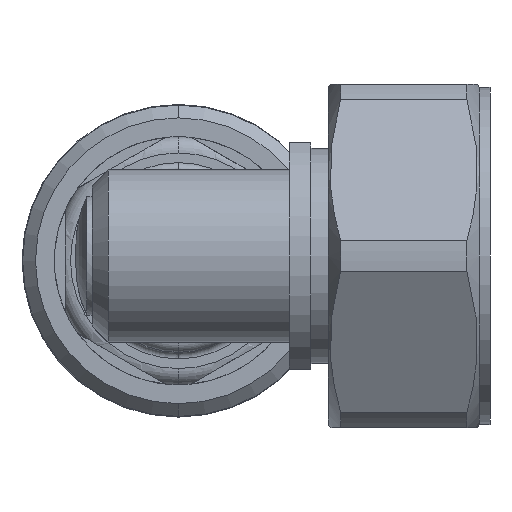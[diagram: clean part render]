
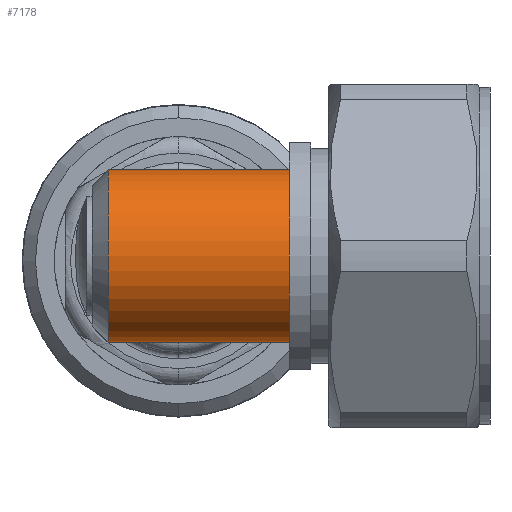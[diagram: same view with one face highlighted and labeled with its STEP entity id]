
A CAD part, left-side view. The second image highlights one B-rep face of the part: STEP entity #7178.
In plain terms, the highlighted cylindrical face has radius 8 mm (diameter 16 mm), a partial arc.
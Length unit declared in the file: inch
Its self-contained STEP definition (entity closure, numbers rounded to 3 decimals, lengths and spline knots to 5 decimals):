
#1314 = VERTEX_POINT ( 'NONE', #8913 ) ;
#1674 = EDGE_CURVE ( 'NONE', #1314, #3487, #9057, .T. ) ;
#1711 = ORIENTED_EDGE ( 'NONE', *, *, #2398, .T. ) ;
#1938 = DIRECTION ( 'NONE',  ( -1., 0., 0. ) ) ;
#2055 = CARTESIAN_POINT ( 'NONE',  ( 1.37795, 0., 0.31496 ) ) ;
#2332 = EDGE_CURVE ( 'NONE', #6682, #3487, #2394, .T. ) ;
#2394 = CIRCLE ( 'NONE', #3900, 0.31496 ) ;
#2398 = EDGE_CURVE ( 'NONE', #1314, #6731, #6354, .T. ) ;
#2611 = FACE_OUTER_BOUND ( 'NONE', #2933, .T. ) ;
#2933 = EDGE_LOOP ( 'NONE', ( #10219, #1711, #5809, #5162 ) ) ;
#3487 = VERTEX_POINT ( 'NONE', #3998 ) ;
#3587 = DIRECTION ( 'NONE',  ( 0., 0., -1. ) ) ;
#3900 = AXIS2_PLACEMENT_3D ( 'NONE', #5029, #5088, #4404 ) ;
#3998 = CARTESIAN_POINT ( 'NONE',  ( 0.71654, 0., -0.31496 ) ) ;
#4134 = CARTESIAN_POINT ( 'NONE',  ( 1.43701, 0., -0.31496 ) ) ;
#4404 = DIRECTION ( 'NONE',  ( 0., 0., -1. ) ) ;
#4721 = AXIS2_PLACEMENT_3D ( 'NONE', #6677, #9013, #3587 ) ;
#4878 = DIRECTION ( 'NONE',  ( -1., 0., 0. ) ) ;
#5029 = CARTESIAN_POINT ( 'NONE',  ( 0.71654, 0., 0. ) ) ;
#5088 = DIRECTION ( 'NONE',  ( 1., 0., 0. ) ) ;
#5103 = DIRECTION ( 'NONE',  ( 0., 0., 1. ) ) ;
#5162 = ORIENTED_EDGE ( 'NONE', *, *, #2332, .T. ) ;
#5651 = CARTESIAN_POINT ( 'NONE',  ( 1.43701, 0., 0.31496 ) ) ;
#5760 = CYLINDRICAL_SURFACE ( 'NONE', #9683, 0.31496 ) ;
#5809 = ORIENTED_EDGE ( 'NONE', *, *, #7513, .T. ) ;
#6354 = CIRCLE ( 'NONE', #4721, 0.31496 ) ;
#6663 = DIRECTION ( 'NONE',  ( -1., 0., 0. ) ) ;
#6677 = CARTESIAN_POINT ( 'NONE',  ( 1.37795, 0., 0. ) ) ;
#6682 = VERTEX_POINT ( 'NONE', #6817 ) ;
#6731 = VERTEX_POINT ( 'NONE', #2055 ) ;
#6817 = CARTESIAN_POINT ( 'NONE',  ( 0.71654, 0., 0.31496 ) ) ;
#7178 = ADVANCED_FACE ( 'NONE', ( #2611 ), #5760, .T. ) ;
#7513 = EDGE_CURVE ( 'NONE', #6731, #6682, #9606, .T. ) ;
#7522 = VECTOR ( 'NONE', #4878, 39.37008 ) ;
#8913 = CARTESIAN_POINT ( 'NONE',  ( 1.37795, 0., -0.31496 ) ) ;
#9013 = DIRECTION ( 'NONE',  ( -1., 0., 0. ) ) ;
#9057 = LINE ( 'NONE', #4134, #9382 ) ;
#9182 = CARTESIAN_POINT ( 'NONE',  ( 1.43701, 0., 0. ) ) ;
#9382 = VECTOR ( 'NONE', #6663, 39.37008 ) ;
#9606 = LINE ( 'NONE', #5651, #7522 ) ;
#9683 = AXIS2_PLACEMENT_3D ( 'NONE', #9182, #1938, #5103 ) ;
#10219 = ORIENTED_EDGE ( 'NONE', *, *, #1674, .F. ) ;
